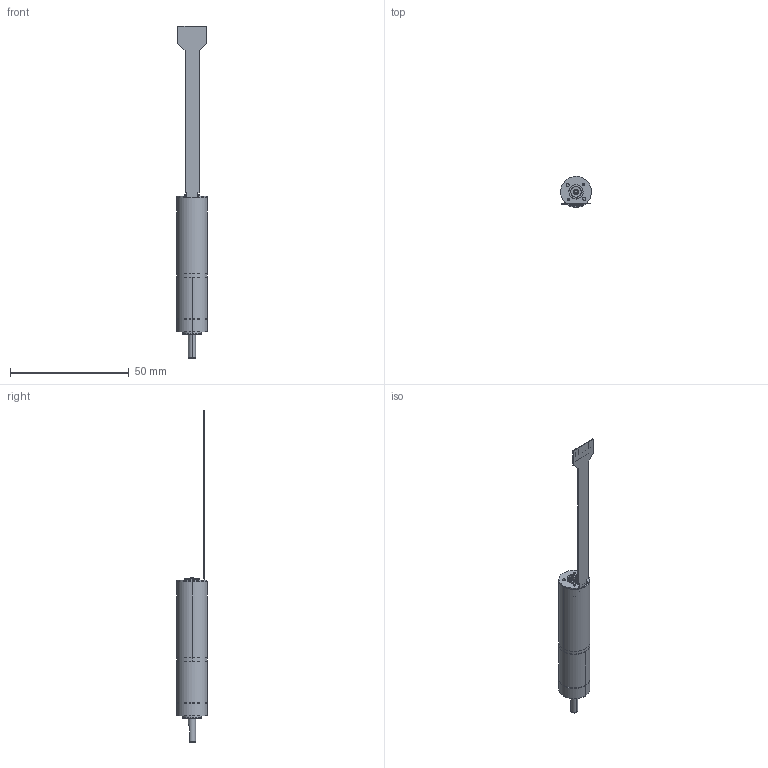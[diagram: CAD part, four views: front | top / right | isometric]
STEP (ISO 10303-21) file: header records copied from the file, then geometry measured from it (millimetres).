
FILE_DESCRIPTION((''),'2;1');
FILE_NAME('4611180000279_','2022-11-08T10:33:30',('ms27607'),(''),'CREO PARAMETRIC BY PTC INC, 2018100','CREO PARAMETRIC BY PTC INC, 2018100','');
FILE_SCHEMA(('CONFIG_CONTROL_DESIGN'));
Length unit declared in the file: millimetre
Products named in the file (1): 4611180000279_
Bounding box: 13 x 13 x 139.8 mm (x, y, z)
Surface area: 5120.7 mm2 (no closed solid volume)
Topology: 0 solids, 25 shells, 145 faces, 433 edges, 305 vertices
Faces by surface type: plane 49, cylinder 48, cone 27, torus 17, bspline 4
Entity records: 5434 total; most frequent: CARTESIAN_POINT 1573, DIRECTION 844, ORIENTED_EDGE 658, EDGE_CURVE 414, AXIS2_PLACEMENT_3D 305, VERTEX_POINT 304, VECTOR 234, LINE 234
